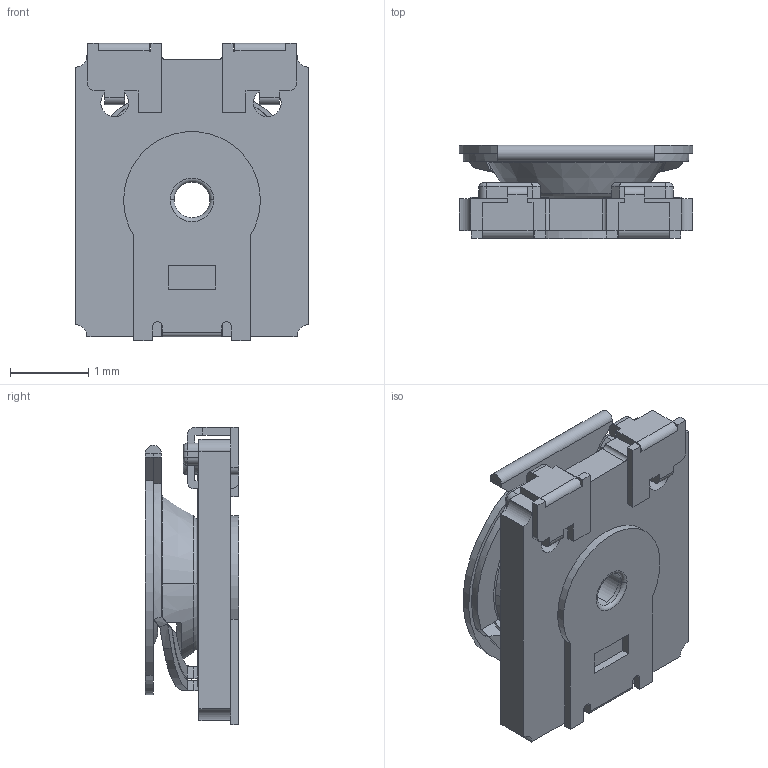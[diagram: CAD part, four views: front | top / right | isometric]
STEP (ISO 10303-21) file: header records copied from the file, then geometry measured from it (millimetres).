
FILE_DESCRIPTION((''),'2;1');
FILE_NAME('TC33X-1-XXX_ASM','2022-12-09T09:38:14',('RICKB'),('Bourns, Inc.'),'CREO PARAMETRIC BY PTC INC, 2018050','CREO PARAMETRIC BY PTC INC, 2018050','');
FILE_SCHEMA(('AUTOMOTIVE_DESIGN { 1 0 10303 214 1 1 1 1 }'));
Length unit declared in the file: millimetre
Products named in the file (7): TC33X_SUBSTRATE; TC33X_ELEMENT; TC33X-1_COLLECTOR; TC33X_CONTACT; TC33X_TERMINALS; TC33X_SOLDER; TC33X-1-XXX_ASM
Assembly tree (6 placements, depth 2):
  TC33X-1-XXX_ASM
    TC33X_SUBSTRATE
    TC33X_ELEMENT
    TC33X-1_COLLECTOR
    TC33X_CONTACT
    TC33X_TERMINALS
    TC33X_SOLDER
Bounding box: 3 x 1.19 x 3.81 mm (x, y, z)
Volume: 6.2 mm3; surface area: 82.1 mm2
Topology: 8 solids, 8 shells, 376 faces, 918 edges, 554 vertices
Faces by surface type: plane 178, cylinder 81, bspline 72, cone 23, torus 22
Entity records: 14650 total; most frequent: CARTESIAN_POINT 4496, ORIENTED_EDGE 1836, DIRECTION 1590, EDGE_CURVE 918, VECTOR 566, LINE 566, VERTEX_POINT 554, AXIS2_PLACEMENT_3D 512
